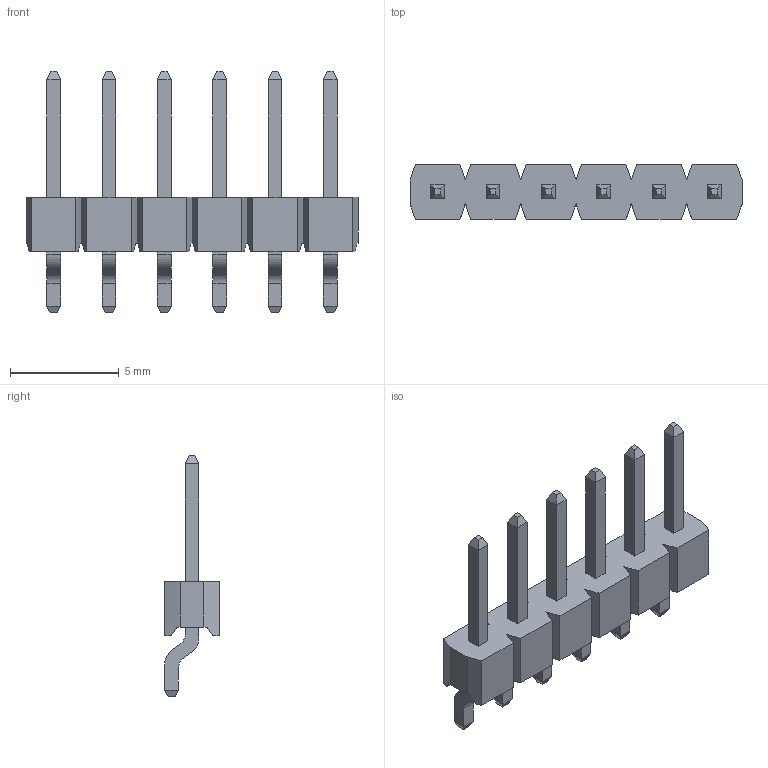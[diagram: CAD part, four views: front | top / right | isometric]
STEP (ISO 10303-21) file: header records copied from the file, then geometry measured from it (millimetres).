
FILE_DESCRIPTION(/* description */ (''),/* implementation_level */ '2;1');
FILE_NAME(/* name */ '961106-5500-XX-XX.stp',/* time_stamp */ '2008-06-11T13:27:54+02:00',/* author */ (''),/* organization */ (''),/* preprocessor_version */ 'ST-DEVELOPER v11',/* originating_system */ 'UGS - NX 5.0',/* authorisation */ '');
FILE_SCHEMA (('AUTOMOTIVE_DESIGN { 1 0 10303 214 1 1 1 1 }'));
Length unit declared in the file: millimetre
Products named in the file (1): 961106-5500-XX-XX
Bounding box: 15.24 x 2.5 x 11.1 mm (x, y, z)
Volume: 101.7 mm3; surface area: 322.1 mm2
Topology: 1 solids, 1 shells, 220 faces, 570 edges, 364 vertices
Faces by surface type: plane 196, cylinder 24
Entity records: 6582 total; most frequent: CARTESIAN_POINT 1155, ORIENTED_EDGE 1140, DIRECTION 1060, EDGE_CURVE 570, LINE 522, VECTOR 522, VERTEX_POINT 364, AXIS2_PLACEMENT_3D 269
